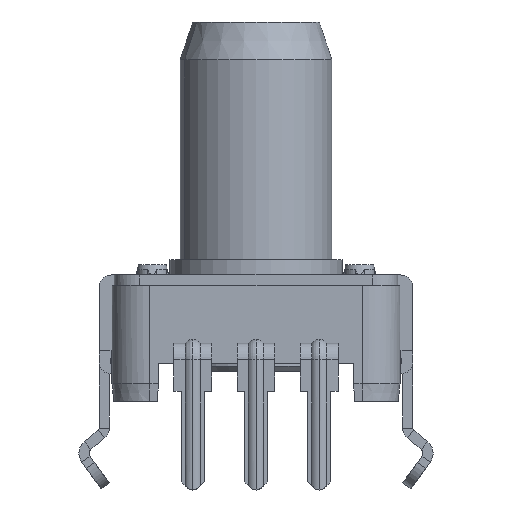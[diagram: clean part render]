
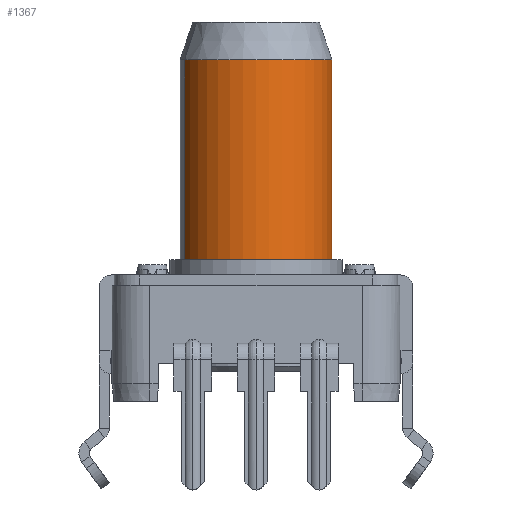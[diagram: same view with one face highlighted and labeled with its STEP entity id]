
A CAD part, front view. The second image highlights one B-rep face of the part: STEP entity #1367.
In plain terms, the highlighted cylindrical face has radius 3 mm (diameter 6 mm), a partial arc.
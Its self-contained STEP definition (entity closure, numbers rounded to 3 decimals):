
#1367=ADVANCED_FACE('NONE',(#2772),#2773,.T.);
#2772=FACE_OUTER_BOUND('',#4201,.T.);
#2773=CYLINDRICAL_SURFACE('',#4202,3.0);
#4201=EDGE_LOOP('',(#8315,#8316,#8317,#8318));
#4202=AXIS2_PLACEMENT_3D('',#8319,#8320,#8321);
#8315=ORIENTED_EDGE('',*,*,#8749,.F.);
#8316=ORIENTED_EDGE('',*,*,#8747,.T.);
#8317=ORIENTED_EDGE('',*,*,#8751,.T.);
#8318=ORIENTED_EDGE('',*,*,#10237,.F.);
#8319=CARTESIAN_POINT('',(0.0,0.0,-4.229));
#8320=DIRECTION('',(0.0,0.0,1.0));
#8321=DIRECTION('',(-0.94,-0.342,0.0));
#8747=EDGE_CURVE('NONE',#10524,#10532,#10534,.T.);
#8749=EDGE_CURVE('NONE',#10524,#10536,#10537,.T.);
#8751=EDGE_CURVE('NONE',#10532,#10538,#10540,.T.);
#10237=EDGE_CURVE('NONE',#10536,#10538,#12675,.T.);
#10524=VERTEX_POINT('NONE',#13216);
#10532=VERTEX_POINT('NONE',#13228);
#10534=CIRCLE('',#13231,3.0);
#10536=VERTEX_POINT('NONE',#13233);
#10537=LINE('',#13234,#13235);
#10538=VERTEX_POINT('NONE',#13236);
#10540=LINE('',#13238,#13239);
#12675=CIRCLE('',#16374,3.0);
#13216=CARTESIAN_POINT('',(2.819,1.026,11.2));
#13228=CARTESIAN_POINT('',(-2.819,-1.026,11.2));
#13231=AXIS2_PLACEMENT_3D('',#16698,#16699,#16700);
#13233=CARTESIAN_POINT('',(2.819,1.026,2.0));
#13234=CARTESIAN_POINT('',(2.819,1.026,-4.229));
#13235=VECTOR('',#16701,1000.0);
#13236=CARTESIAN_POINT('',(-2.819,-1.026,2.0));
#13238=CARTESIAN_POINT('',(-2.819,-1.026,-4.229));
#13239=VECTOR('',#16705,1000.0);
#16374=AXIS2_PLACEMENT_3D('',#18200,#18201,#18202);
#16698=CARTESIAN_POINT('',(0.,0.,11.2));
#16699=DIRECTION('',(0.,0.,-1.0));
#16700=DIRECTION('',(-0.94,-0.342,0.0));
#16701=DIRECTION('',(0.0,0.0,-1.0));
#16705=DIRECTION('',(0.0,0.0,-1.0));
#18200=CARTESIAN_POINT('',(0.0,0.0,2.0));
#18201=DIRECTION('',(-0.0,0.0,-1.0));
#18202=DIRECTION('',(-0.94,-0.342,0.0));
